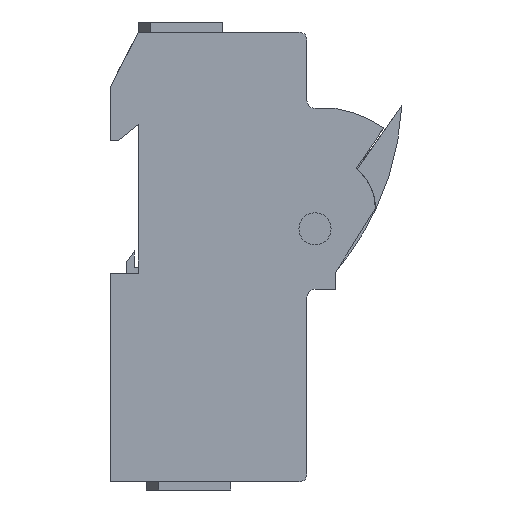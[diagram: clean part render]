
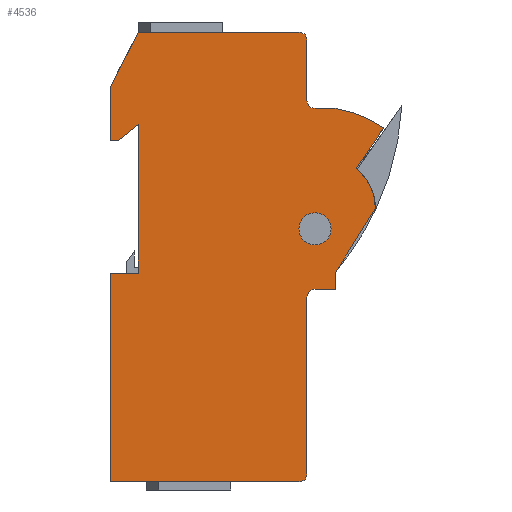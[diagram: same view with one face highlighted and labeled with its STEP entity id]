
A CAD part, left-side view. The second image highlights one B-rep face of the part: STEP entity #4536.
In plain terms, the highlighted face is planar.
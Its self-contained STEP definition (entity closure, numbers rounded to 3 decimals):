
#128=LINE('',#6473,#662);
#145=LINE('',#6513,#679);
#153=LINE('',#6536,#687);
#160=LINE('',#6550,#694);
#194=LINE('',#6623,#728);
#199=LINE('',#6634,#733);
#211=LINE('',#6656,#745);
#216=LINE('',#6666,#750);
#222=LINE('',#6677,#756);
#228=LINE('',#6691,#762);
#232=LINE('',#6700,#766);
#236=LINE('',#6707,#770);
#242=LINE('',#6722,#776);
#245=LINE('',#6730,#779);
#248=LINE('',#6740,#782);
#255=LINE('',#6755,#789);
#662=VECTOR('',#5196,1000.);
#679=VECTOR('',#5225,1000.);
#687=VECTOR('',#5243,1000.);
#694=VECTOR('',#5252,1000.);
#728=VECTOR('',#5308,1000.);
#733=VECTOR('',#5317,1000.);
#745=VECTOR('',#5333,1000.);
#750=VECTOR('',#5342,1000.);
#756=VECTOR('',#5352,1000.);
#762=VECTOR('',#5366,1000.);
#766=VECTOR('',#5372,1000.);
#770=VECTOR('',#5378,1000.);
#776=VECTOR('',#5392,1000.);
#779=VECTOR('',#5401,1000.);
#782=VECTOR('',#5412,1000.);
#789=VECTOR('',#5425,1000.);
#1213=PLANE('',#4862);
#1605=ORIENTED_EDGE('',*,*,#2832,.F.);
#1606=ORIENTED_EDGE('',*,*,#2763,.T.);
#1607=ORIENTED_EDGE('',*,*,#2706,.T.);
#1608=ORIENTED_EDGE('',*,*,#2687,.T.);
#1609=ORIENTED_EDGE('',*,*,#2712,.T.);
#1610=ORIENTED_EDGE('',*,*,#2717,.T.);
#1611=ORIENTED_EDGE('',*,*,#2796,.F.);
#1612=ORIENTED_EDGE('',*,*,#2798,.T.);
#1613=ORIENTED_EDGE('',*,*,#2802,.T.);
#1614=ORIENTED_EDGE('',*,*,#2806,.T.);
#1615=ORIENTED_EDGE('',*,*,#2809,.T.);
#1616=ORIENTED_EDGE('',*,*,#2814,.T.);
#1617=ORIENTED_EDGE('',*,*,#2816,.T.);
#1618=ORIENTED_EDGE('',*,*,#2818,.T.);
#1619=ORIENTED_EDGE('',*,*,#2820,.F.);
#1620=ORIENTED_EDGE('',*,*,#2823,.T.);
#1621=ORIENTED_EDGE('',*,*,#2825,.T.);
#1622=ORIENTED_EDGE('',*,*,#2831,.T.);
#1623=ORIENTED_EDGE('',*,*,#2768,.T.);
#1624=ORIENTED_EDGE('',*,*,#2780,.T.);
#1625=ORIENTED_EDGE('',*,*,#2785,.T.);
#1626=ORIENTED_EDGE('',*,*,#2791,.T.);
#1627=ORIENTED_EDGE('',*,*,#2724,.T.);
#2687=EDGE_CURVE('',#3333,#3332,#128,.T.);
#2706=EDGE_CURVE('',#3350,#3333,#145,.T.);
#2712=EDGE_CURVE('',#3332,#3354,#3758,.T.);
#2717=EDGE_CURVE('',#3354,#3359,#153,.T.);
#2724=EDGE_CURVE('',#3366,#3365,#160,.T.);
#2763=EDGE_CURVE('',#3365,#3350,#194,.T.);
#2768=EDGE_CURVE('',#3398,#3397,#199,.T.);
#2780=EDGE_CURVE('',#3397,#3405,#211,.T.);
#2785=EDGE_CURVE('',#3405,#3408,#216,.T.);
#2791=EDGE_CURVE('',#3408,#3366,#222,.T.);
#2796=EDGE_CURVE('',#3414,#3359,#3765,.T.);
#2798=EDGE_CURVE('',#3414,#3415,#228,.T.);
#2802=EDGE_CURVE('',#3415,#3419,#232,.T.);
#2806=EDGE_CURVE('',#3419,#3421,#236,.T.);
#2809=EDGE_CURVE('',#3421,#3423,#3767,.T.);
#2814=EDGE_CURVE('',#3423,#3426,#242,.T.);
#2816=EDGE_CURVE('',#3426,#3427,#3768,.T.);
#2818=EDGE_CURVE('',#3427,#3428,#245,.T.);
#2820=EDGE_CURVE('',#3429,#3428,#3769,.T.);
#2823=EDGE_CURVE('',#3429,#3431,#248,.T.);
#2825=EDGE_CURVE('',#3431,#3432,#3771,.T.);
#2831=EDGE_CURVE('',#3432,#3398,#255,.T.);
#2832=EDGE_CURVE('',#3437,#3437,#3772,.T.);
#3332=VERTEX_POINT('',#6472);
#3333=VERTEX_POINT('',#6474);
#3350=VERTEX_POINT('',#6514);
#3354=VERTEX_POINT('',#6524);
#3359=VERTEX_POINT('',#6535);
#3365=VERTEX_POINT('',#6549);
#3366=VERTEX_POINT('',#6551);
#3397=VERTEX_POINT('',#6633);
#3398=VERTEX_POINT('',#6635);
#3405=VERTEX_POINT('',#6655);
#3408=VERTEX_POINT('',#6665);
#3414=VERTEX_POINT('',#6686);
#3415=VERTEX_POINT('',#6690);
#3419=VERTEX_POINT('',#6699);
#3421=VERTEX_POINT('',#6706);
#3423=VERTEX_POINT('',#6712);
#3426=VERTEX_POINT('',#6721);
#3427=VERTEX_POINT('',#6725);
#3428=VERTEX_POINT('',#6729);
#3429=VERTEX_POINT('',#6733);
#3431=VERTEX_POINT('',#6739);
#3432=VERTEX_POINT('',#6743);
#3437=VERTEX_POINT('',#6758);
#3758=CIRCLE('',#4819,2.);
#3765=CIRCLE('',#4844,2.);
#3767=CIRCLE('',#4850,12.69);
#3768=CIRCLE('',#4853,30.41);
#3769=CIRCLE('',#4856,2.);
#3771=CIRCLE('',#4860,2.);
#3772=CIRCLE('',#4863,4.);
#3897=EDGE_LOOP('',(#1605));
#3898=EDGE_LOOP('',(#1606,#1607,#1608,#1609,#1610,#1611,#1612,#1613,#1614,
#1615,#1616,#1617,#1618,#1619,#1620,#1621,#1622,#1623,#1624,#1625,#1626,
#1627));
#4197=FACE_BOUND('',#3897,.T.);
#4198=FACE_BOUND('',#3898,.T.);
#4536=ADVANCED_FACE('',(#4197,#4198),#1213,.T.);
#4819=AXIS2_PLACEMENT_3D('',#6525,#5234,#5235);
#4844=AXIS2_PLACEMENT_3D('',#6687,#5361,#5362);
#4850=AXIS2_PLACEMENT_3D('',#6713,#5384,#5385);
#4853=AXIS2_PLACEMENT_3D('',#6726,#5396,#5397);
#4856=AXIS2_PLACEMENT_3D('',#6734,#5405,#5406);
#4860=AXIS2_PLACEMENT_3D('',#6744,#5416,#5417);
#4862=AXIS2_PLACEMENT_3D('',#6756,#5426,#5427);
#4863=AXIS2_PLACEMENT_3D('',#6757,#5428,#5429);
#5196=DIRECTION('',(1.,0.,0.));
#5225=DIRECTION('',(0.,-1.,0.));
#5234=DIRECTION('',(0.,0.,1.));
#5235=DIRECTION('',(1.,0.,0.));
#5243=DIRECTION('',(0.,1.,0.));
#5252=DIRECTION('',(0.,-1.,0.));
#5308=DIRECTION('',(-1.,0.,0.));
#5317=DIRECTION('',(-0.454,-0.891,0.));
#5333=DIRECTION('',(0.,-1.,0.));
#5342=DIRECTION('',(1.,0.,0.));
#5352=DIRECTION('',(0.777,0.629,0.));
#5361=DIRECTION('',(0.,0.,1.));
#5362=DIRECTION('',(1.,0.,0.));
#5366=DIRECTION('',(1.,0.,0.));
#5372=DIRECTION('',(0.,1.,0.));
#5378=DIRECTION('',(0.53,0.848,0.));
#5384=DIRECTION('',(0.,0.,1.));
#5385=DIRECTION('',(1.,0.,0.));
#5392=DIRECTION('',(0.559,0.829,0.));
#5396=DIRECTION('',(0.,0.,1.));
#5397=DIRECTION('',(1.,0.,0.));
#5401=DIRECTION('',(-1.,0.,0.));
#5405=DIRECTION('',(0.,0.,1.));
#5406=DIRECTION('',(1.,0.,0.));
#5412=DIRECTION('',(0.,1.,0.));
#5416=DIRECTION('',(0.,0.,1.));
#5417=DIRECTION('',(1.,0.,0.));
#5425=DIRECTION('',(-1.,0.,0.));
#5426=DIRECTION('',(0.,0.,1.));
#5427=DIRECTION('',(1.,0.,0.));
#5428=DIRECTION('',(0.,0.,1.));
#5429=DIRECTION('',(1.,0.,0.));
#6472=CARTESIAN_POINT('',(47.,0.,18.));
#6473=CARTESIAN_POINT('',(0.,0.,18.));
#6474=CARTESIAN_POINT('',(0.,0.,18.));
#6513=CARTESIAN_POINT('',(0.,52.,18.));
#6514=CARTESIAN_POINT('',(0.,52.,18.));
#6524=CARTESIAN_POINT('',(49.,2.,18.));
#6525=CARTESIAN_POINT('',(47.,2.,18.));
#6535=CARTESIAN_POINT('',(49.,46.,18.));
#6536=CARTESIAN_POINT('',(49.,2.,18.));
#6549=CARTESIAN_POINT('',(7.,52.,18.));
#6550=CARTESIAN_POINT('',(7.,89.049,18.));
#6551=CARTESIAN_POINT('',(7.,89.049,18.));
#6623=CARTESIAN_POINT('',(7.,52.,18.));
#6633=CARTESIAN_POINT('',(0.,98.262,18.));
#6634=CARTESIAN_POINT('',(7.,112.,18.));
#6635=CARTESIAN_POINT('',(7.,112.,18.));
#6655=CARTESIAN_POINT('',(0.,85.,18.));
#6656=CARTESIAN_POINT('',(0.,98.262,18.));
#6665=CARTESIAN_POINT('',(2.,85.,18.));
#6666=CARTESIAN_POINT('',(0.,85.,18.));
#6677=CARTESIAN_POINT('',(2.,85.,18.));
#6686=CARTESIAN_POINT('',(51.,48.,18.));
#6687=CARTESIAN_POINT('',(51.,46.,18.));
#6690=CARTESIAN_POINT('',(56.,48.,18.));
#6691=CARTESIAN_POINT('',(51.,48.,18.));
#6699=CARTESIAN_POINT('',(56.,52.,18.));
#6700=CARTESIAN_POINT('',(56.,48.,18.));
#6706=CARTESIAN_POINT('',(66.,68.003,18.));
#6707=CARTESIAN_POINT('',(56.,52.,18.));
#6712=CARTESIAN_POINT('',(61.236,77.97,18.));
#6713=CARTESIAN_POINT('',(53.31,68.06,18.));
#6721=CARTESIAN_POINT('',(68.1,88.147,18.));
#6722=CARTESIAN_POINT('',(61.236,77.97,18.));
#6725=CARTESIAN_POINT('',(55.977,93.,18.));
#6726=CARTESIAN_POINT('',(51.,63.,18.));
#6729=CARTESIAN_POINT('',(51.,93.,18.));
#6730=CARTESIAN_POINT('',(55.977,93.,18.));
#6733=CARTESIAN_POINT('',(49.,95.,18.));
#6734=CARTESIAN_POINT('',(51.,95.,18.));
#6739=CARTESIAN_POINT('',(49.,110.,18.));
#6740=CARTESIAN_POINT('',(49.,95.,18.));
#6743=CARTESIAN_POINT('',(47.,112.,18.));
#6744=CARTESIAN_POINT('',(47.,110.,18.));
#6755=CARTESIAN_POINT('',(47.,112.,18.));
#6756=CARTESIAN_POINT('',(47.,2.,18.));
#6757=CARTESIAN_POINT('',(51.,63.,18.));
#6758=CARTESIAN_POINT('',(55.,63.,18.));
